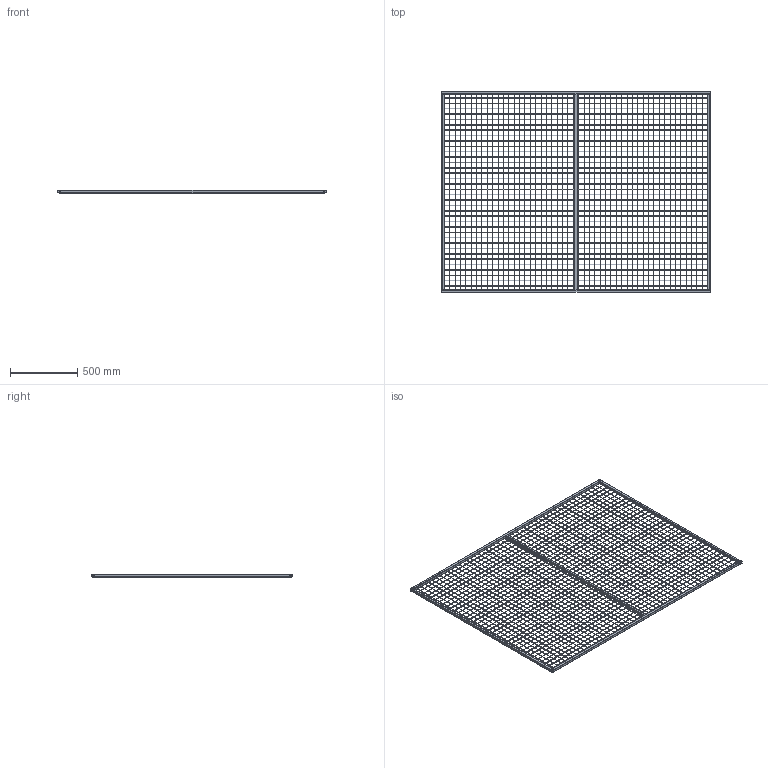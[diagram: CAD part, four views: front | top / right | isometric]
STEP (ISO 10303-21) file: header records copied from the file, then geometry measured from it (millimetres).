
FILE_DESCRIPTION (( 'STEP AP214' ), '1' );
FILE_NAME ('SRF_C_1500_4_A.STEP', '2018-01-25T12:58:34', ( '' ), ( '' ), 'SwSTEP 2.0', 'SolidWorks 2018', '' );
FILE_SCHEMA (( 'AUTOMOTIVE_DESIGN' ));
Length unit declared in the file: millimetre
Products named in the file (1): SRF_C_1500_4_A
Bounding box: 1999 x 1495 x 27.95 mm (x, y, z)
Volume: 2293795.2 mm3; surface area: 3036292.5 mm2
Topology: 93 solids, 93 shells, 738 faces, 1596 edges, 1064 vertices
Faces by surface type: cylinder 380, plane 358
Entity records: 29396 total; most frequent: DIRECTION 3834, CARTESIAN_POINT 3399, ORIENTED_EDGE 3192, EDGE_CURVE 1596, AXIS2_PLACEMENT_3D 1499, VERTEX_POINT 1064, VECTOR 836, LINE 836
